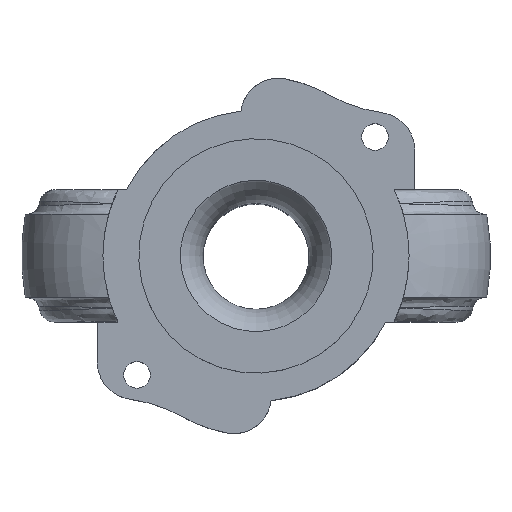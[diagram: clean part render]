
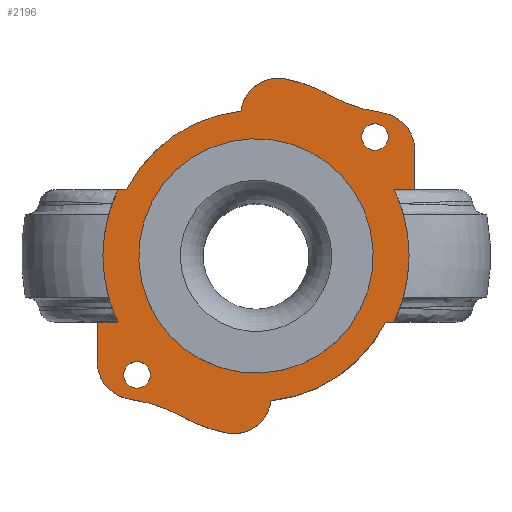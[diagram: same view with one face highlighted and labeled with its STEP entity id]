
A CAD part, top view. The second image highlights one B-rep face of the part: STEP entity #2196.
In plain terms, the highlighted planar face has unit normal (0, 0, 1).
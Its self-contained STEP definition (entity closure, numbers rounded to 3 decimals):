
#174=FACE_BOUND('',#397,.T.);
#175=FACE_BOUND('',#398,.T.);
#176=FACE_BOUND('',#399,.T.);
#192=PLANE('',#2415);
#275=FACE_OUTER_BOUND('',#396,.T.);
#396=EDGE_LOOP('',(#1713,#1714,#1715,#1716,#1717,#1718,#1719,#1720,#1721,
#1722,#1723,#1724,#1725,#1726,#1727,#1728,#1729,#1730,#1731,#1732,#1733,
#1734));
#397=EDGE_LOOP('',(#1735));
#398=EDGE_LOOP('',(#1736,#1737));
#399=EDGE_LOOP('',(#1738,#1739));
#458=LINE('',#3916,#545);
#466=LINE('',#4366,#553);
#475=LINE('',#4434,#562);
#481=LINE('',#4476,#568);
#504=LINE('',#4926,#591);
#505=LINE('',#4929,#592);
#506=LINE('',#4940,#593);
#507=LINE('',#4943,#594);
#545=VECTOR('',#2588,10.);
#553=VECTOR('',#2632,10.);
#562=VECTOR('',#2699,10.);
#568=VECTOR('',#2707,10.);
#591=VECTOR('',#2862,10.);
#592=VECTOR('',#2865,10.);
#593=VECTOR('',#2876,10.);
#594=VECTOR('',#2879,10.);
#621=CIRCLE('',#2263,15.5);
#634=CIRCLE('',#2281,1.75);
#635=CIRCLE('',#2282,1.75);
#637=CIRCLE('',#2285,1.75);
#638=CIRCLE('',#2286,1.75);
#652=CIRCLE('',#2306,20.25);
#658=CIRCLE('',#2314,20.25);
#719=CIRCLE('',#2406,22.);
#724=CIRCLE('',#2416,5.);
#725=CIRCLE('',#2417,20.);
#726=CIRCLE('',#2418,20.);
#727=CIRCLE('',#2419,5.);
#728=CIRCLE('',#2420,19.247);
#729=CIRCLE('',#2421,22.);
#730=CIRCLE('',#2422,5.);
#731=CIRCLE('',#2423,20.);
#732=CIRCLE('',#2424,20.);
#733=CIRCLE('',#2425,5.);
#734=CIRCLE('',#2426,19.247);
#766=VERTEX_POINT('',#3058);
#778=VERTEX_POINT('',#3090);
#779=VERTEX_POINT('',#3091);
#781=VERTEX_POINT('',#3098);
#782=VERTEX_POINT('',#3099);
#835=VERTEX_POINT('',#3913);
#836=VERTEX_POINT('',#3915);
#843=VERTEX_POINT('',#3959);
#855=VERTEX_POINT('',#4221);
#856=VERTEX_POINT('',#4232);
#864=VERTEX_POINT('',#4365);
#883=VERTEX_POINT('',#4431);
#884=VERTEX_POINT('',#4433);
#890=VERTEX_POINT('',#4473);
#891=VERTEX_POINT('',#4475);
#930=VERTEX_POINT('',#4617);
#939=VERTEX_POINT('',#4928);
#940=VERTEX_POINT('',#4930);
#941=VERTEX_POINT('',#4932);
#942=VERTEX_POINT('',#4934);
#943=VERTEX_POINT('',#4936);
#944=VERTEX_POINT('',#4939);
#945=VERTEX_POINT('',#4942);
#946=VERTEX_POINT('',#4944);
#947=VERTEX_POINT('',#4946);
#948=VERTEX_POINT('',#4948);
#949=VERTEX_POINT('',#4950);
#986=EDGE_CURVE('',#766,#766,#621,.T.);
#1001=EDGE_CURVE('',#778,#779,#634,.T.);
#1002=EDGE_CURVE('',#779,#778,#635,.T.);
#1005=EDGE_CURVE('',#781,#782,#637,.T.);
#1006=EDGE_CURVE('',#782,#781,#638,.T.);
#1071=EDGE_CURVE('',#835,#836,#458,.T.);
#1082=EDGE_CURVE('',#843,#835,#652,.T.);
#1101=EDGE_CURVE('',#855,#856,#658,.T.);
#1113=EDGE_CURVE('',#856,#864,#466,.T.);
#1144=EDGE_CURVE('',#884,#883,#475,.T.);
#1152=EDGE_CURVE('',#891,#890,#481,.T.);
#1209=EDGE_CURVE('',#884,#930,#719,.T.);
#1225=EDGE_CURVE('',#855,#930,#504,.T.);
#1226=EDGE_CURVE('',#883,#939,#505,.T.);
#1227=EDGE_CURVE('',#939,#940,#724,.T.);
#1228=EDGE_CURVE('',#940,#941,#725,.T.);
#1229=EDGE_CURVE('',#941,#942,#726,.T.);
#1230=EDGE_CURVE('',#942,#943,#727,.T.);
#1231=EDGE_CURVE('',#836,#943,#728,.T.);
#1232=EDGE_CURVE('',#843,#944,#506,.T.);
#1233=EDGE_CURVE('',#891,#944,#729,.T.);
#1234=EDGE_CURVE('',#890,#945,#507,.T.);
#1235=EDGE_CURVE('',#945,#946,#730,.T.);
#1236=EDGE_CURVE('',#946,#947,#731,.T.);
#1237=EDGE_CURVE('',#947,#948,#732,.T.);
#1238=EDGE_CURVE('',#948,#949,#733,.T.);
#1239=EDGE_CURVE('',#864,#949,#734,.T.);
#1713=ORIENTED_EDGE('',*,*,#1209,.F.);
#1714=ORIENTED_EDGE('',*,*,#1144,.T.);
#1715=ORIENTED_EDGE('',*,*,#1226,.T.);
#1716=ORIENTED_EDGE('',*,*,#1227,.T.);
#1717=ORIENTED_EDGE('',*,*,#1228,.T.);
#1718=ORIENTED_EDGE('',*,*,#1229,.T.);
#1719=ORIENTED_EDGE('',*,*,#1230,.T.);
#1720=ORIENTED_EDGE('',*,*,#1231,.F.);
#1721=ORIENTED_EDGE('',*,*,#1071,.F.);
#1722=ORIENTED_EDGE('',*,*,#1082,.F.);
#1723=ORIENTED_EDGE('',*,*,#1232,.T.);
#1724=ORIENTED_EDGE('',*,*,#1233,.F.);
#1725=ORIENTED_EDGE('',*,*,#1152,.T.);
#1726=ORIENTED_EDGE('',*,*,#1234,.T.);
#1727=ORIENTED_EDGE('',*,*,#1235,.T.);
#1728=ORIENTED_EDGE('',*,*,#1236,.T.);
#1729=ORIENTED_EDGE('',*,*,#1237,.T.);
#1730=ORIENTED_EDGE('',*,*,#1238,.T.);
#1731=ORIENTED_EDGE('',*,*,#1239,.F.);
#1732=ORIENTED_EDGE('',*,*,#1113,.F.);
#1733=ORIENTED_EDGE('',*,*,#1101,.F.);
#1734=ORIENTED_EDGE('',*,*,#1225,.T.);
#1735=ORIENTED_EDGE('',*,*,#986,.T.);
#1736=ORIENTED_EDGE('',*,*,#1001,.T.);
#1737=ORIENTED_EDGE('',*,*,#1002,.T.);
#1738=ORIENTED_EDGE('',*,*,#1005,.T.);
#1739=ORIENTED_EDGE('',*,*,#1006,.T.);
#2196=ADVANCED_FACE('',(#275,#174,#175,#176),#192,.F.);
#2263=AXIS2_PLACEMENT_3D('',#3059,#2501,#2502);
#2281=AXIS2_PLACEMENT_3D('',#3092,#2539,#2540);
#2282=AXIS2_PLACEMENT_3D('',#3093,#2541,#2542);
#2285=AXIS2_PLACEMENT_3D('',#3100,#2548,#2549);
#2286=AXIS2_PLACEMENT_3D('',#3101,#2550,#2551);
#2306=AXIS2_PLACEMENT_3D('',#3970,#2602,#2603);
#2314=AXIS2_PLACEMENT_3D('',#4233,#2620,#2621);
#2406=AXIS2_PLACEMENT_3D('',#4618,#2839,#2840);
#2415=AXIS2_PLACEMENT_3D('',#4927,#2863,#2864);
#2416=AXIS2_PLACEMENT_3D('',#4931,#2866,#2867);
#2417=AXIS2_PLACEMENT_3D('',#4933,#2868,#2869);
#2418=AXIS2_PLACEMENT_3D('',#4935,#2870,#2871);
#2419=AXIS2_PLACEMENT_3D('',#4937,#2872,#2873);
#2420=AXIS2_PLACEMENT_3D('',#4938,#2874,#2875);
#2421=AXIS2_PLACEMENT_3D('',#4941,#2877,#2878);
#2422=AXIS2_PLACEMENT_3D('',#4945,#2880,#2881);
#2423=AXIS2_PLACEMENT_3D('',#4947,#2882,#2883);
#2424=AXIS2_PLACEMENT_3D('',#4949,#2884,#2885);
#2425=AXIS2_PLACEMENT_3D('',#4951,#2886,#2887);
#2426=AXIS2_PLACEMENT_3D('',#4952,#2888,#2889);
#2501=DIRECTION('center_axis',(0.,0.,-1.));
#2502=DIRECTION('ref_axis',(0.539,-0.842,0.));
#2539=DIRECTION('center_axis',(0.,0.,-1.));
#2540=DIRECTION('ref_axis',(1.,0.,0.));
#2541=DIRECTION('center_axis',(0.,0.,-1.));
#2542=DIRECTION('ref_axis',(1.,0.,0.));
#2548=DIRECTION('center_axis',(0.,0.,-1.));
#2549=DIRECTION('ref_axis',(1.,0.,0.));
#2550=DIRECTION('center_axis',(0.,0.,-1.));
#2551=DIRECTION('ref_axis',(1.,0.,0.));
#2588=DIRECTION('',(1.,0.,0.));
#2602=DIRECTION('center_axis',(0.,0.,-1.));
#2603=DIRECTION('ref_axis',(-1.,0.,0.));
#2620=DIRECTION('center_axis',(0.,0.,-1.));
#2621=DIRECTION('ref_axis',(-1.,0.,0.));
#2632=DIRECTION('',(-1.,0.,0.));
#2699=DIRECTION('',(1.,0.,0.));
#2707=DIRECTION('',(-1.,0.,0.));
#2839=DIRECTION('center_axis',(0.,0.,-1.));
#2840=DIRECTION('ref_axis',(0.988,0.152,0.));
#2862=DIRECTION('',(1.,0.,0.));
#2863=DIRECTION('center_axis',(0.,0.,-1.));
#2864=DIRECTION('ref_axis',(-1.,0.,0.));
#2865=DIRECTION('',(0.,1.,0.));
#2866=DIRECTION('center_axis',(0.,0.,1.));
#2867=DIRECTION('ref_axis',(1.,0.,0.));
#2868=DIRECTION('center_axis',(0.,0.,-1.));
#2869=DIRECTION('ref_axis',(0.486,0.874,0.));
#2870=DIRECTION('center_axis',(0.,0.,1.));
#2871=DIRECTION('ref_axis',(-0.25,-0.968,0.));
#2872=DIRECTION('center_axis',(0.,0.,1.));
#2873=DIRECTION('ref_axis',(0.197,0.98,0.));
#2874=DIRECTION('center_axis',(0.,0.,-1.));
#2875=DIRECTION('ref_axis',(-1.,0.,0.));
#2876=DIRECTION('',(-1.,0.,0.));
#2877=DIRECTION('center_axis',(0.,0.,-1.));
#2878=DIRECTION('ref_axis',(-0.988,-0.152,0.));
#2879=DIRECTION('',(0.,-1.,0.));
#2880=DIRECTION('center_axis',(0.,0.,1.));
#2881=DIRECTION('ref_axis',(-1.,0.,0.));
#2882=DIRECTION('center_axis',(0.,0.,-1.));
#2883=DIRECTION('ref_axis',(-0.486,-0.874,0.));
#2884=DIRECTION('center_axis',(0.,0.,1.));
#2885=DIRECTION('ref_axis',(0.25,0.968,0.));
#2886=DIRECTION('center_axis',(0.,0.,1.));
#2887=DIRECTION('ref_axis',(-0.197,-0.98,0.));
#2888=DIRECTION('center_axis',(0.,0.,-1.));
#2889=DIRECTION('ref_axis',(-1.,0.,0.));
#3058=CARTESIAN_POINT('',(-8.35,13.058,-1.628));
#3059=CARTESIAN_POINT('Origin',(0.,0.,
-1.628));
#3090=CARTESIAN_POINT('',(-13.983,-15.733,-1.628));
#3091=CARTESIAN_POINT('',(-17.483,-15.733,-1.628));
#3092=CARTESIAN_POINT('Origin',(-15.733,-15.733,-1.628));
#3093=CARTESIAN_POINT('Origin',(-15.733,-15.733,-1.628));
#3098=CARTESIAN_POINT('',(17.483,15.733,-1.628));
#3099=CARTESIAN_POINT('',(13.983,15.733,-1.628));
#3100=CARTESIAN_POINT('Origin',(15.733,15.733,-1.628));
#3101=CARTESIAN_POINT('Origin',(15.733,15.733,-1.628));
#3913=CARTESIAN_POINT('',(-18.262,8.75,-1.628));
#3915=CARTESIAN_POINT('',(-17.143,8.75,-1.628));
#3916=CARTESIAN_POINT('',(-18.846,8.75,-1.628));
#3959=CARTESIAN_POINT('',(-20.217,1.15,-1.628));
#3970=CARTESIAN_POINT('Origin',(0.,0.,-1.628));
#4221=CARTESIAN_POINT('',(20.217,-1.15,-1.628));
#4232=CARTESIAN_POINT('',(18.262,-8.75,-1.628));
#4233=CARTESIAN_POINT('Origin',(0.,0.,-1.628));
#4365=CARTESIAN_POINT('',(17.143,-8.75,-1.628));
#4366=CARTESIAN_POINT('',(-18.846,-8.75,-1.628));
#4431=CARTESIAN_POINT('',(21.,8.75,-1.628));
#4433=CARTESIAN_POINT('',(20.185,8.75,-1.628));
#4434=CARTESIAN_POINT('',(-18.846,8.75,-1.628));
#4473=CARTESIAN_POINT('',(-21.,-8.75,-1.628));
#4475=CARTESIAN_POINT('',(-20.185,-8.75,-1.628));
#4476=CARTESIAN_POINT('',(-18.846,-8.75,-1.628));
#4617=CARTESIAN_POINT('',(21.97,-1.15,-1.628));
#4618=CARTESIAN_POINT('Origin',(0.,0.,-1.628));
#4926=CARTESIAN_POINT('',(0.,-1.15,-1.628));
#4927=CARTESIAN_POINT('Origin',(0.,0.,-1.628));
#4928=CARTESIAN_POINT('',(21.,13.984,-1.628));
#4929=CARTESIAN_POINT('',(21.,0.,-1.628));
#4930=CARTESIAN_POINT('',(16.691,18.936,-1.628));
#4931=CARTESIAN_POINT('Origin',(16.,13.984,-1.628));
#4932=CARTESIAN_POINT('',(9.728,21.27,-1.628));
#4933=CARTESIAN_POINT('Origin',(19.455,38.744,-1.628));
#4934=CARTESIAN_POINT('',(3.945,23.402,-1.628));
#4935=CARTESIAN_POINT('Origin',(0.,3.795,-1.628));
#4936=CARTESIAN_POINT('',(-2.,19.143,-1.628));
#4937=CARTESIAN_POINT('Origin',(2.959,18.5,-1.628));
#4938=CARTESIAN_POINT('Origin',(0.,0.,-1.628));
#4939=CARTESIAN_POINT('',(-21.97,1.15,-1.628));
#4940=CARTESIAN_POINT('',(0.,1.15,-1.628));
#4941=CARTESIAN_POINT('Origin',(0.,0.,-1.628));
#4942=CARTESIAN_POINT('',(-21.,-13.984,-1.628));
#4943=CARTESIAN_POINT('',(-21.,0.,-1.628));
#4944=CARTESIAN_POINT('',(-16.691,-18.936,-1.628));
#4945=CARTESIAN_POINT('Origin',(-16.,-13.984,-1.628));
#4946=CARTESIAN_POINT('',(-9.728,-21.27,-1.628));
#4947=CARTESIAN_POINT('Origin',(-19.455,-38.744,-1.628));
#4948=CARTESIAN_POINT('',(-3.945,-23.402,-1.628));
#4949=CARTESIAN_POINT('Origin',(0.,-3.795,
-1.628));
#4950=CARTESIAN_POINT('',(2.,-19.143,-1.628));
#4951=CARTESIAN_POINT('Origin',(-2.959,-18.5,-1.628));
#4952=CARTESIAN_POINT('Origin',(0.,0.,-1.628));
